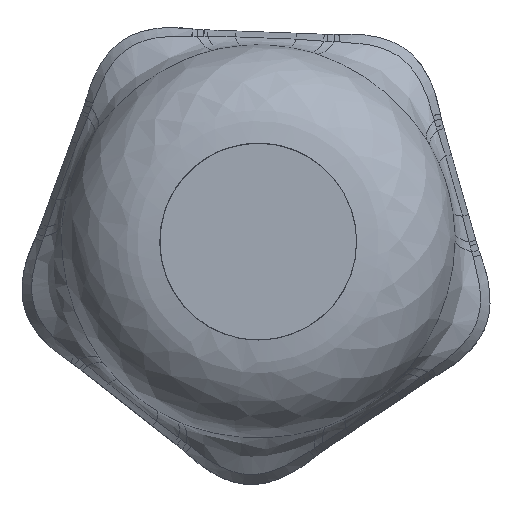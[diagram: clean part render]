
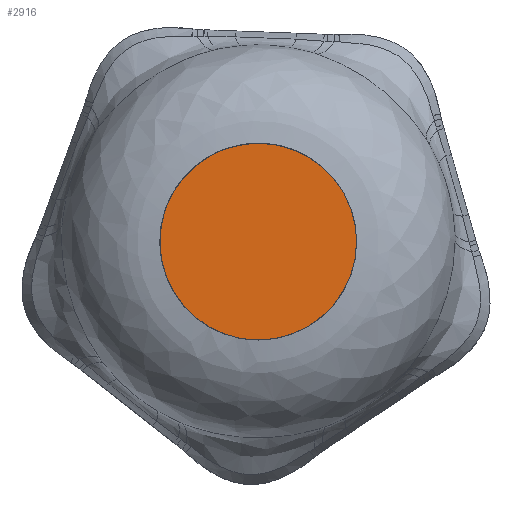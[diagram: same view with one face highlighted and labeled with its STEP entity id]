
A CAD part, top view. The second image highlights one B-rep face of the part: STEP entity #2916.
In plain terms, the highlighted planar face has unit normal (0, 0, 1).
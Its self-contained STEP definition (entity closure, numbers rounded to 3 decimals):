
#183=PLANE('',#2999);
#363=FACE_OUTER_BOUND('',#544,.T.);
#544=EDGE_LOOP('',(#2726));
#586=CIRCLE('',#2998,7.5);
#1391=VERTEX_POINT('',#9724);
#1835=EDGE_CURVE('',#1391,#1391,#586,.T.);
#2726=ORIENTED_EDGE('',*,*,#1835,.T.);
#2916=ADVANCED_FACE('',(#363),#183,.T.);
#2998=AXIS2_PLACEMENT_3D('',#9725,#3267,#3268);
#2999=AXIS2_PLACEMENT_3D('',#9727,#3270,#3271);
#3267=DIRECTION('center_axis',(0.,0.,
1.));
#3268=DIRECTION('ref_axis',(0.002,1.,0.));
#3270=DIRECTION('center_axis',(0.,0.,
1.));
#3271=DIRECTION('ref_axis',(1.,-0.002,0.));
#9724=CARTESIAN_POINT('',(182.302,-25.524,19.199));
#9725=CARTESIAN_POINT('Origin',(182.318,-18.024,19.199));
#9727=CARTESIAN_POINT('Origin',(182.116,-19.097,19.199));
